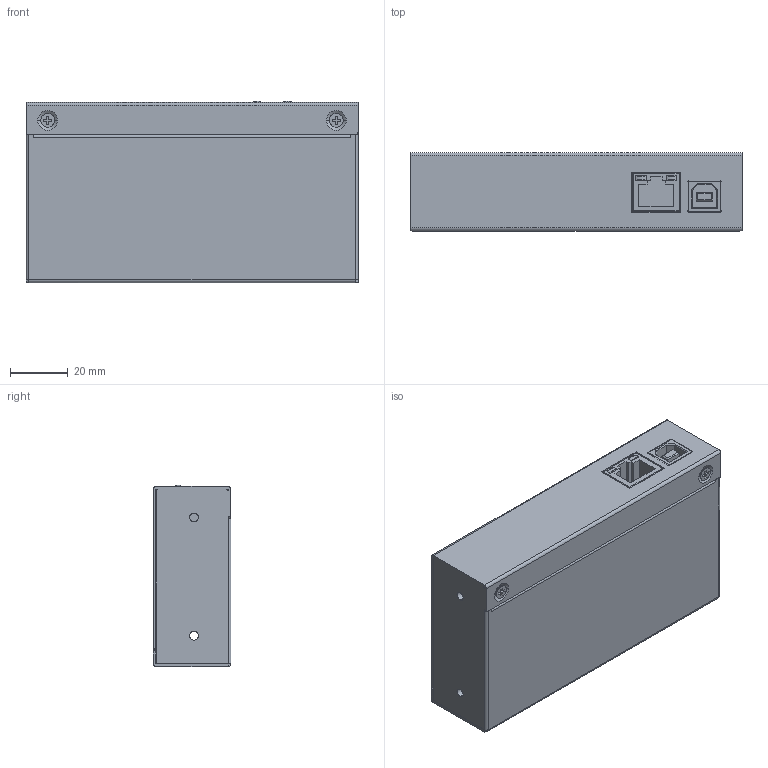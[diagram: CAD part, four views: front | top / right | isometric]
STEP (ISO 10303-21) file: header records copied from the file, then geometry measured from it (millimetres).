
FILE_DESCRIPTION (( 'STEP AP214' ), '1' );
FILE_NAME ('LC6-USB20I-4PX165_3D.step', '2023-08-12T06:11:42', ( '' ), ( '' ), 'SwSTEP 2.0', 'SolidWorks 2022', '' );
FILE_SCHEMA (( 'AUTOMOTIVE_DESIGN' ));
Length unit declared in the file: inch
Products named in the file (3): LC6-USB20I-4PX165_3D; LC6-USB2.0I-4PX165_TX[3]; LC6-USB2.0I-4PX165_TX[0]
Assembly tree (2 placements, depth 2):
  LC6-USB20I-4PX165_3D
    LC6-USB2.0I-4PX165_TX[0]
    LC6-USB2.0I-4PX165_TX[3]
Bounding box: 115 x 27 x 62.79 mm (x, y, z)
Volume: 38412.4 mm3; surface area: 65223.3 mm2
Topology: 9 solids, 9 shells, 615 faces, 1591 edges, 1008 vertices
Faces by surface type: plane 315, cylinder 246, cone 28, torus 14, sphere 12
Entity records: 20650 total; most frequent: CARTESIAN_POINT 3928, DIRECTION 3241, ORIENTED_EDGE 3158, EDGE_CURVE 1579, AXIS2_PLACEMENT_3D 1138, VERTEX_POINT 1008, LINE 965, VECTOR 965
